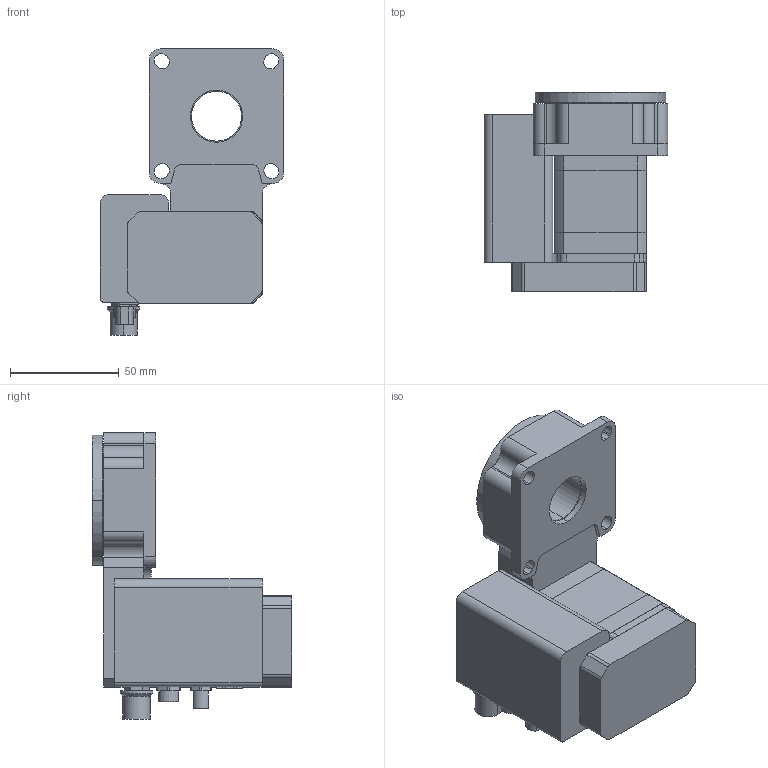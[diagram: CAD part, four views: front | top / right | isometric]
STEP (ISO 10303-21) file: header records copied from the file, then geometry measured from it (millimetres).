
FILE_DESCRIPTION (( 'STEP AP203' ), '1' );
FILE_NAME ('X-RSB60xD-E01.step', '2023-06-02T22:04:41', ( '' ), ( '' ), 'SwSTEP 2.0', 'SolidWorks 2019', '' );
FILE_SCHEMA (( 'CONFIG_CONTROL_DESIGN' ));
Length unit declared in the file: millimetre
Products named in the file (4): NMS17_motor^RSB60_X-RSB-E01; RSB60_base^RSB60; X-RSB60xD-E01; RSW60_top^RSB60_RSW60
Assembly tree (3 placements, depth 2):
  X-RSB60xD-E01
    RSB60_base^RSB60
    RSW60_top^RSB60_RSW60
    NMS17_motor^RSB60_X-RSB-E01
Bounding box: 84.58 x 91.71 x 131.8 mm (x, y, z)
Volume: 363755.6 mm3; surface area: 86206.3 mm2
Topology: 16 solids, 16 shells, 436 faces, 1054 edges, 694 vertices
Faces by surface type: plane 232, cylinder 192, torus 8, cone 4
Entity records: 13270 total; most frequent: DIRECTION 2338, CARTESIAN_POINT 2202, ORIENTED_EDGE 2108, EDGE_CURVE 1054, AXIS2_PLACEMENT_3D 846, VERTEX_POINT 694, LINE 646, VECTOR 646
